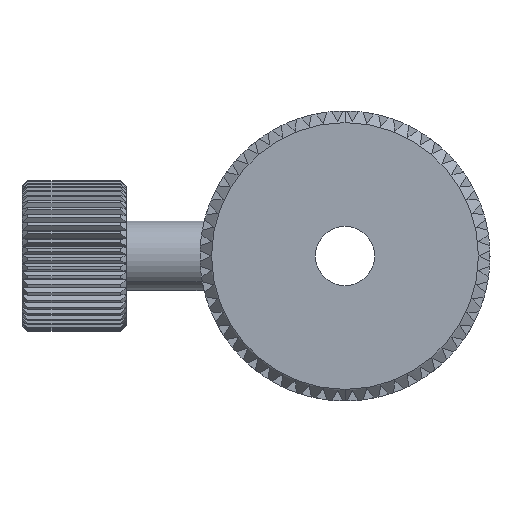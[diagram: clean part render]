
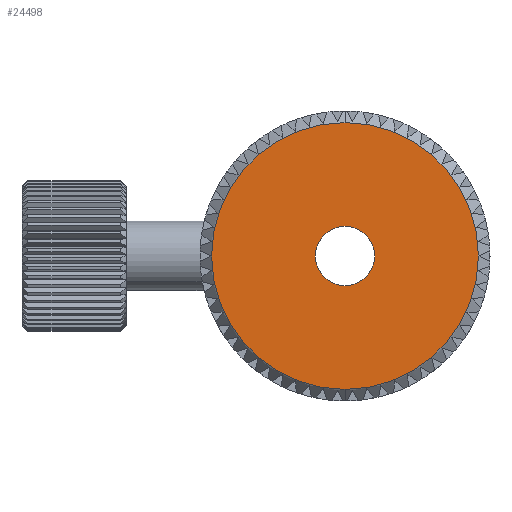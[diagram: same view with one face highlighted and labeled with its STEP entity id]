
A CAD part, front view. The second image highlights one B-rep face of the part: STEP entity #24498.
In plain terms, the highlighted planar face has unit normal (0, -1, 0).
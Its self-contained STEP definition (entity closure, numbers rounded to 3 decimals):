
#1729 = AXIS2_PLACEMENT_3D ( 'NONE', #4776, #28415, #15104 ) ;
#1977 = DIRECTION ( 'NONE',  ( 0., 0., -1. ) ) ;
#2185 = DIRECTION ( 'NONE',  ( 0., -1., 0. ) ) ;
#3458 = DIRECTION ( 'NONE',  ( 0., 0., 1. ) ) ;
#3709 = VERTEX_POINT ( 'NONE', #9158 ) ;
#4776 = CARTESIAN_POINT ( 'NONE',  ( 0., -8., 0. ) ) ;
#5056 = AXIS2_PLACEMENT_3D ( 'NONE', #24436, #6405, #11474 ) ;
#5870 = VERTEX_POINT ( 'NONE', #13809 ) ;
#6405 = DIRECTION ( 'NONE',  ( 0., -1., 0. ) ) ;
#7276 = CARTESIAN_POINT ( 'NONE',  ( 0., -8., 11.5 ) ) ;
#8531 = CARTESIAN_POINT ( 'NONE',  ( 0., -8., 0. ) ) ;
#9158 = CARTESIAN_POINT ( 'NONE',  ( 0., -8., 2.553 ) ) ;
#9492 = CIRCLE ( 'NONE', #17959, 2.553 ) ;
#11474 = DIRECTION ( 'NONE',  ( 0., 0., 1. ) ) ;
#12145 = EDGE_CURVE ( 'NONE', #5870, #13632, #16481, .T. ) ;
#13632 = VERTEX_POINT ( 'NONE', #7276 ) ;
#13809 = CARTESIAN_POINT ( 'NONE',  ( 0., -8., -11.5 ) ) ;
#14672 = ORIENTED_EDGE ( 'NONE', *, *, #12145, .T. ) ;
#15104 = DIRECTION ( 'NONE',  ( 0., 0., -1. ) ) ;
#15353 = EDGE_CURVE ( 'NONE', #3709, #21177, #31936, .T. ) ;
#16481 = CIRCLE ( 'NONE', #5056, 11.5 ) ;
#17959 = AXIS2_PLACEMENT_3D ( 'NONE', #20575, #28492, #1977 ) ;
#19190 = DIRECTION ( 'NONE',  ( 0., 1., 0. ) ) ;
#20575 = CARTESIAN_POINT ( 'NONE',  ( 0., -8., 0. ) ) ;
#21177 = VERTEX_POINT ( 'NONE', #32943 ) ;
#22428 = FACE_OUTER_BOUND ( 'NONE', #27115, .T. ) ;
#22834 = CARTESIAN_POINT ( 'NONE',  ( 0., -8., 0. ) ) ;
#23280 = DIRECTION ( 'NONE',  ( 0., 0., 1. ) ) ;
#23346 = EDGE_CURVE ( 'NONE', #13632, #5870, #32768, .T. ) ;
#24247 = PLANE ( 'NONE',  #31490 ) ;
#24436 = CARTESIAN_POINT ( 'NONE',  ( 0., -8., 0. ) ) ;
#24498 = ADVANCED_FACE ( 'NONE', ( #30230, #22428 ), #24247, .F. ) ;
#26204 = ORIENTED_EDGE ( 'NONE', *, *, #27659, .F. ) ;
#27115 = EDGE_LOOP ( 'NONE', ( #30188, #14672 ) ) ;
#27659 = EDGE_CURVE ( 'NONE', #21177, #3709, #9492, .T. ) ;
#28415 = DIRECTION ( 'NONE',  ( 0., -1., 0. ) ) ;
#28492 = DIRECTION ( 'NONE',  ( 0., -1., 0. ) ) ;
#28656 = ORIENTED_EDGE ( 'NONE', *, *, #15353, .F. ) ;
#30188 = ORIENTED_EDGE ( 'NONE', *, *, #23346, .T. ) ;
#30230 = FACE_BOUND ( 'NONE', #32033, .T. ) ;
#30384 = AXIS2_PLACEMENT_3D ( 'NONE', #22834, #2185, #23280 ) ;
#31490 = AXIS2_PLACEMENT_3D ( 'NONE', #8531, #19190, #3458 ) ;
#31936 = CIRCLE ( 'NONE', #1729, 2.553 ) ;
#32033 = EDGE_LOOP ( 'NONE', ( #26204, #28656 ) ) ;
#32768 = CIRCLE ( 'NONE', #30384, 11.5 ) ;
#32943 = CARTESIAN_POINT ( 'NONE',  ( 0., -8., -2.553 ) ) ;
